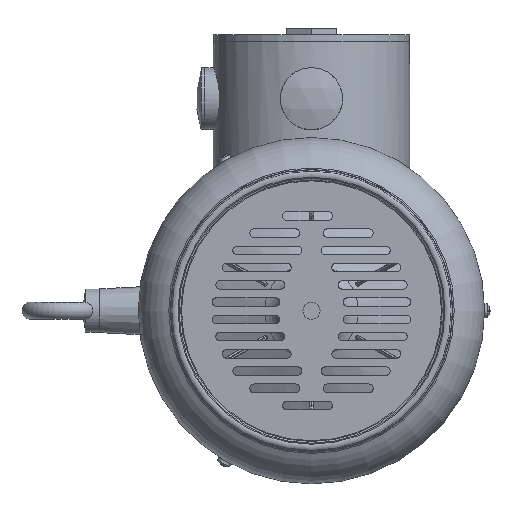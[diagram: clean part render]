
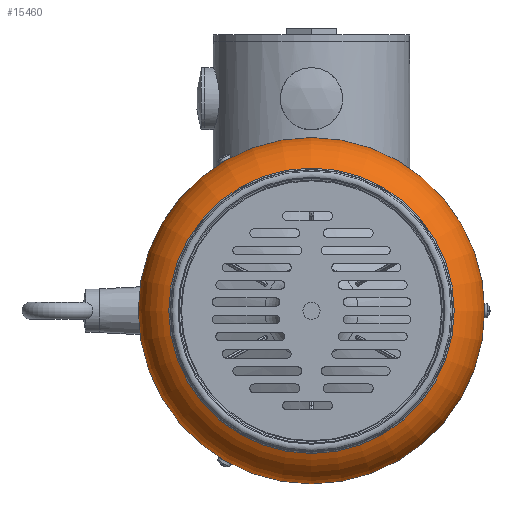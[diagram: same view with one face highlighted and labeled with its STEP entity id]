
A CAD part, left-side view. The second image highlights one B-rep face of the part: STEP entity #15460.
In plain terms, the highlighted toroidal (fillet/blend) face has major radius 69.5 mm and minor radius 31 mm.
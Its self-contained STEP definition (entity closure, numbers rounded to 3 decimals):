
#15460=ADVANCED_FACE('', (#15470,#15480), #15490, .T.);
#61100=AXIS2_PLACEMENT_3D('Ax2Pl3d', #61110, #61120, #61130);
#61780=AXIS2_PLACEMENT_3D('Ax2Pl3d', #61790, #61800, #61810);
#61820=AXIS2_PLACEMENT_3D('Ax2Pl3d', #61830, #61840, #61850);
#61110=CARTESIAN_POINT('HicPkt', (-85.321,0.,-0.029));
#254560=CARTESIAN_POINT('', (-85.321,100.5,-0.029));
#61790=CARTESIAN_POINT('HicPkt', (-113.321,0.,-0.029));
#254640=CARTESIAN_POINT('', (-113.321,82.804,
-0.029));
#61830=CARTESIAN_POINT('HicPkt', (-85.321,0.,-0.029));
#266120=CIRCLE('Circle', #61100, 100.5);
#266200=CIRCLE('Circle', #61780, 82.804);
#61120=DIRECTION('Axis', (1.,0.,0.));
#61130=DIRECTION('RefDirection', (0.,0.,-1.));
#61800=DIRECTION('Axis', (1.,0.,0.));
#61810=DIRECTION('RefDirection', (0.,0.,-1.));
#61840=DIRECTION('Axis', (-1.,0.,0.)
);
#61850=DIRECTION('RefDirection', (0.,
0.,-1.));
#337770=EDGE_CURVE('', #337780, #337780, #266120, .T.);
#337930=EDGE_CURVE('', #337940, #337940, #266200, .T.);
#376210=EDGE_LOOP('Edge_loop', (#376220));
#376230=EDGE_LOOP('Edge_loop', (#376240));
#15480=FACE_BOUND('', #376230, .T.);
#15470=FACE_OUTER_BOUND('Face_outer_bound', #376210, .T.);
#376220=ORIENTED_EDGE('', *, *, #337930, .T.);
#376240=ORIENTED_EDGE('', *, *, #337770, .F.);
#15490=TOROIDAL_SURFACE('Torus', #61820, 69.5, 31.);
#337780=VERTEX_POINT('', #254560);
#337940=VERTEX_POINT('', #254640);
